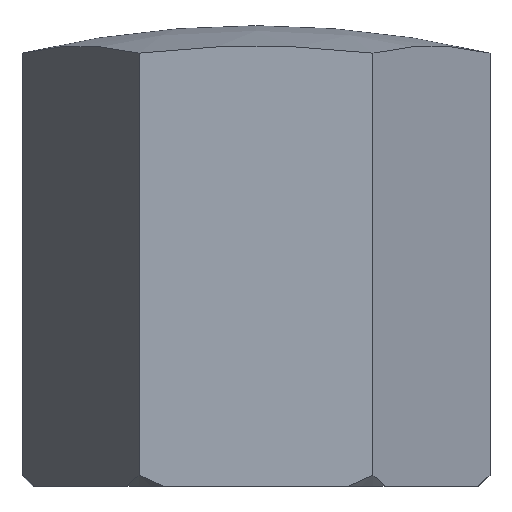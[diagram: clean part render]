
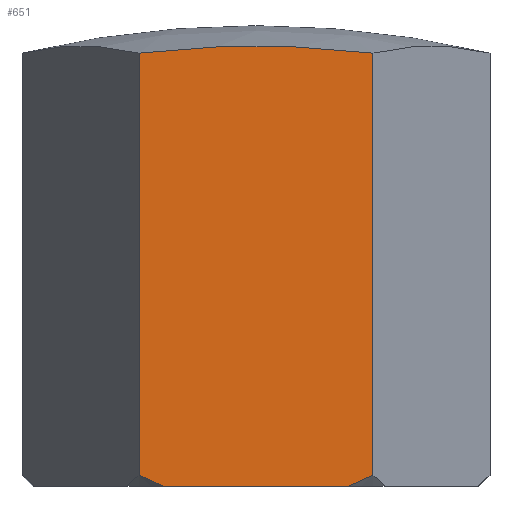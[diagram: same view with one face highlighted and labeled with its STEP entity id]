
A CAD part, left-side view. The second image highlights one B-rep face of the part: STEP entity #651.
In plain terms, the highlighted planar face has unit normal (-1, 0, 0).
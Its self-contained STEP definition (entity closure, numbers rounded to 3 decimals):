
#25 = DIRECTION ( 'NONE',  ( 1., 0., 0. ) ) ;
#33 = CARTESIAN_POINT ( 'NONE',  ( -11., -5.486, 0.186 ) ) ;
#40 = CARTESIAN_POINT ( 'NONE',  ( -11., 5.923, 0.388 ) ) ;
#54 = EDGE_CURVE ( 'NONE', #577, #654, #416, .T. ) ;
#61 = VERTEX_POINT ( 'NONE', #314 ) ;
#99 = EDGE_CURVE ( 'NONE', #61, #379, #408, .T. ) ;
#113 = DIRECTION ( 'NONE',  ( 0., 0., -1. ) ) ;
#114 = DIRECTION ( 'NONE',  ( 0., -1., 0. ) ) ;
#123 = VERTEX_POINT ( 'NONE', #258 ) ;
#140 = ORIENTED_EDGE ( 'NONE', *, *, #331, .F. ) ;
#141 = PLANE ( 'NONE',  #457 ) ;
#148 = AXIS2_PLACEMENT_3D ( 'NONE', #161, #154, #549 ) ;
#154 = DIRECTION ( 'NONE',  ( 1., 0., 0. ) ) ;
#161 = CARTESIAN_POINT ( 'NONE',  ( -11., 0., -30. ) ) ;
#166 = CARTESIAN_POINT ( 'NONE',  ( -11., 0., 0. ) ) ;
#185 = VERTEX_POINT ( 'NONE', #627 ) ;
#190 = VECTOR ( 'NONE', #566, 1000. ) ;
#193 = FACE_OUTER_BOUND ( 'NONE', #519, .T. ) ;
#200 = CARTESIAN_POINT ( 'NONE',  ( -11., -5.041, 0. ) ) ;
#238 = CARTESIAN_POINT ( 'NONE',  ( -11., 5.487, 0.186 ) ) ;
#258 = CARTESIAN_POINT ( 'NONE',  ( -11., -6.351, 23.513 ) ) ;
#262 = CARTESIAN_POINT ( 'NONE',  ( -11., 6.351, 0.602 ) ) ;
#263 = ORIENTED_EDGE ( 'NONE', *, *, #404, .F. ) ;
#314 = CARTESIAN_POINT ( 'NONE',  ( -11., 6.351, 23.513 ) ) ;
#327 = CARTESIAN_POINT ( 'NONE',  ( -11., 5.041, 0. ) ) ;
#331 = EDGE_CURVE ( 'NONE', #123, #185, #469, .T. ) ;
#360 = CARTESIAN_POINT ( 'NONE',  ( -11., -6.351, 26. ) ) ;
#364 = ORIENTED_EDGE ( 'NONE', *, *, #541, .T. ) ;
#365 = VECTOR ( 'NONE', #114, 1000. ) ;
#368 = CARTESIAN_POINT ( 'NONE',  ( -11., 6.351, 26. ) ) ;
#379 = VERTEX_POINT ( 'NONE', #262 ) ;
#404 = EDGE_CURVE ( 'NONE', #61, #123, #599, .T. ) ;
#408 = LINE ( 'NONE', #368, #190 ) ;
#409 = VECTOR ( 'NONE', #113, 1000. ) ;
#413 = B_SPLINE_CURVE_WITH_KNOTS ( 'NONE', 3,
 ( #445, #33, #486, #492 ),
 .UNSPECIFIED., .F., .F.,
 ( 4, 4 ),
 ( 0.024, 0.025 ),
 .UNSPECIFIED. ) ;
#416 = LINE ( 'NONE', #166, #365 ) ;
#438 = ORIENTED_EDGE ( 'NONE', *, *, #54, .T. ) ;
#443 = CARTESIAN_POINT ( 'NONE',  ( -11., 5.041, 0. ) ) ;
#445 = CARTESIAN_POINT ( 'NONE',  ( -11., -5.041, 0. ) ) ;
#457 = AXIS2_PLACEMENT_3D ( 'NONE', #480, #25, #537 ) ;
#469 = LINE ( 'NONE', #360, #409 ) ;
#479 = ORIENTED_EDGE ( 'NONE', *, *, #99, .T. ) ;
#480 = CARTESIAN_POINT ( 'NONE',  ( -11., 6.351, 26. ) ) ;
#486 = CARTESIAN_POINT ( 'NONE',  ( -11., -5.922, 0.387 ) ) ;
#492 = CARTESIAN_POINT ( 'NONE',  ( -11., -6.351, 0.602 ) ) ;
#519 = EDGE_LOOP ( 'NONE', ( #263, #479, #617, #438, #364, #140 ) ) ;
#535 = CARTESIAN_POINT ( 'NONE',  ( -11., 6.351, 0.602 ) ) ;
#537 = DIRECTION ( 'NONE',  ( 0., 1., 0. ) ) ;
#541 = EDGE_CURVE ( 'NONE', #654, #185, #413, .T. ) ;
#549 = DIRECTION ( 'NONE',  ( 0., 0., -1. ) ) ;
#566 = DIRECTION ( 'NONE',  ( 0., 0., -1. ) ) ;
#577 = VERTEX_POINT ( 'NONE', #327 ) ;
#599 = CIRCLE ( 'NONE', #148, 53.889 ) ;
#603 = B_SPLINE_CURVE_WITH_KNOTS ( 'NONE', 3,
 ( #535, #40, #238, #443 ),
 .UNSPECIFIED., .F., .F.,
 ( 4, 4 ),
 ( 0.012, 0.013 ),
 .UNSPECIFIED. ) ;
#617 = ORIENTED_EDGE ( 'NONE', *, *, #643, .T. ) ;
#627 = CARTESIAN_POINT ( 'NONE',  ( -11., -6.351, 0.602 ) ) ;
#643 = EDGE_CURVE ( 'NONE', #379, #577, #603, .T. ) ;
#651 = ADVANCED_FACE ( 'NONE', ( #193 ), #141, .F. ) ;
#654 = VERTEX_POINT ( 'NONE', #200 ) ;
